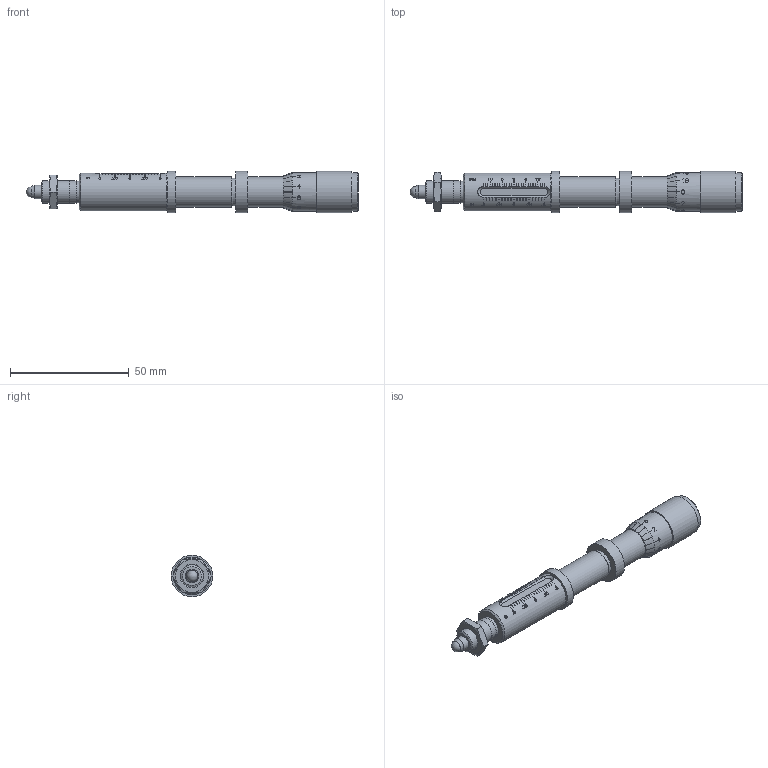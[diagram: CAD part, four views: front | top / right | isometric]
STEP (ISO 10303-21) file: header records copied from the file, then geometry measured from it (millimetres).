
FILE_DESCRIPTION((''),'2;1');
FILE_NAME('fdm-1.stp','2009-04-28T11:33:40',('JC'),(''),'Autodesk Inventor 11','Autodesk Inventor 11','');
FILE_SCHEMA(('AUTOMOTIVE_DESIGN { 1 0 10303 214 1 1 1 1 }'));
Length unit declared in the file: inch
Products named in the file (1): fdm-11
Bounding box: 140.06 x 17.53 x 17.53 mm (x, y, z)
Volume: 22848.6 mm3; surface area: 7389.7 mm2
Topology: 1 solids, 1 shells, 1631 faces, 4579 edges, 3021 vertices
Faces by surface type: plane 1461, cylinder 116, cone 33, bspline 20, sphere 1
Full cylindrical faces by diameter (mm): 5.791 x1, 9.271 x1, 9.436 x2, 9.511 x1, 11.582 x1, 12.7 x2, 13.005 x1, 13.081 x1, 15.875 x1, 16.256 x2, 17.526 x3
Entity records: 52857 total; most frequent: CARTESIAN_POINT 10123, ORIENTED_EDGE 9088, DIRECTION 8759, EDGE_CURVE 4544, VECTOR 3373, LINE 3373, VERTEX_POINT 3014, AXIS2_PLACEMENT_3D 2693
